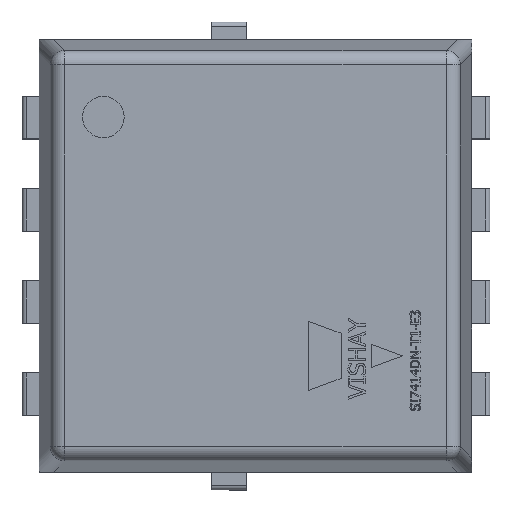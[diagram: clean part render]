
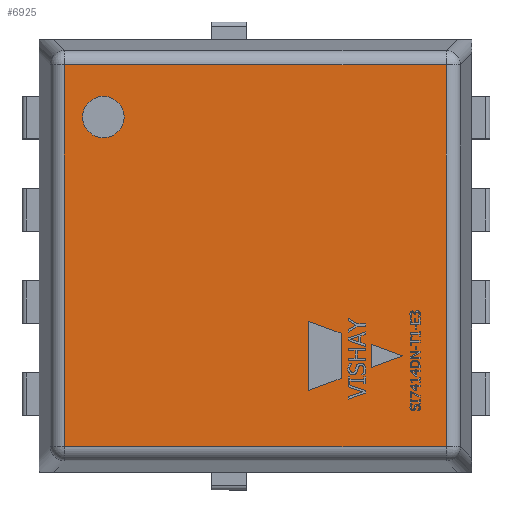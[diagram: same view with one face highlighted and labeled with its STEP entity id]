
A CAD part, top view. The second image highlights one B-rep face of the part: STEP entity #6925.
In plain terms, the highlighted planar face has unit normal (0, 0, 1).
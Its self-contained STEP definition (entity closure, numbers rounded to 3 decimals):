
#731=FACE_OUTER_BOUND('',#1123,.T.);
#1123=EDGE_LOOP('',(#6226,#6227,#6228,#6229));
#1901=LINE('',#11582,#2699);
#1903=LINE('',#11592,#2701);
#1909=LINE('',#11618,#2707);
#1911=LINE('',#11621,#2709);
#2699=VECTOR('',#8781,2.693);
#2701=VECTOR('',#8793,2.693);
#2707=VECTOR('',#8821,2.693);
#2709=VECTOR('',#8825,2.693);
#3334=VERTEX_POINT('',#11559);
#3338=VERTEX_POINT('',#11567);
#3343=VERTEX_POINT('',#11584);
#3350=VERTEX_POINT('',#11603);
#4287=EDGE_CURVE('',#3334,#3338,#1901,.T.);
#4292=EDGE_CURVE('',#3343,#3334,#1903,.T.);
#4305=EDGE_CURVE('',#3338,#3350,#1909,.T.);
#4307=EDGE_CURVE('',#3350,#3343,#1911,.T.);
#6226=ORIENTED_EDGE('',*,*,#4287,.F.);
#6227=ORIENTED_EDGE('',*,*,#4292,.F.);
#6228=ORIENTED_EDGE('',*,*,#4307,.F.);
#6229=ORIENTED_EDGE('',*,*,#4305,.F.);
#6542=PLANE('',#7322);
#6925=ADVANCED_FACE('',(#731),#6542,.T.);
#7322=AXIS2_PLACEMENT_3D('',#11649,#8854,#8855);
#8781=DIRECTION('',(0.,-1.,0.));
#8793=DIRECTION('',(1.,0.,0.));
#8821=DIRECTION('',(-1.,0.,0.));
#8825=DIRECTION('',(0.,1.,0.));
#8854=DIRECTION('center_axis',(0.,0.,1.));
#8855=DIRECTION('ref_axis',(1.,0.,0.));
#11559=CARTESIAN_POINT('',(1.347,1.347,1.12));
#11567=CARTESIAN_POINT('',(1.347,-1.347,1.12));
#11582=CARTESIAN_POINT('',(1.347,-0.381,1.12));
#11584=CARTESIAN_POINT('',(-1.347,1.347,1.12));
#11592=CARTESIAN_POINT('',(0.381,1.347,1.12));
#11603=CARTESIAN_POINT('',(-1.347,-1.347,1.12));
#11618=CARTESIAN_POINT('',(-0.381,-1.347,1.12));
#11621=CARTESIAN_POINT('',(-1.347,0.381,1.12));
#11649=CARTESIAN_POINT('Origin',(0.,0.,1.12));
